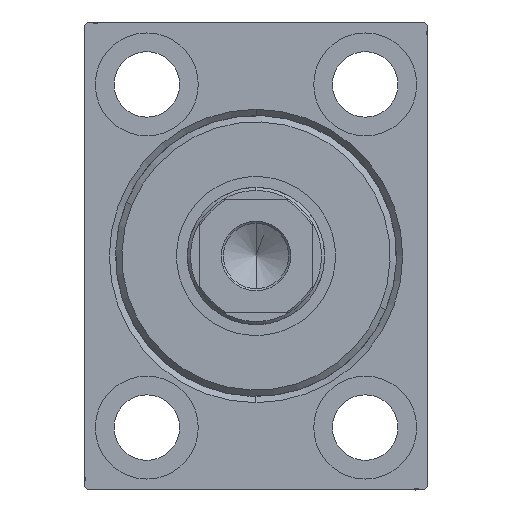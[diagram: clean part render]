
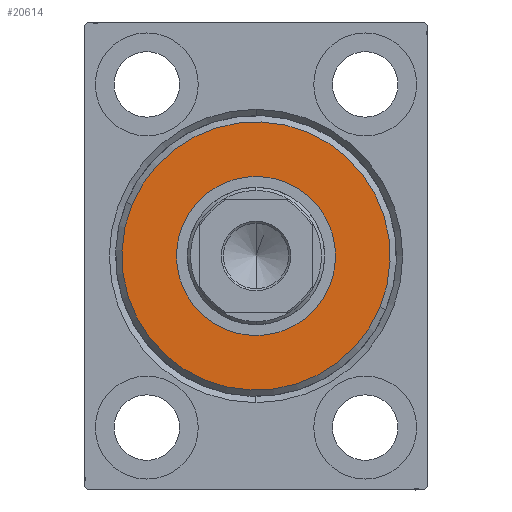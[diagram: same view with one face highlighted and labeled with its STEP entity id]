
A CAD part, left-side view. The second image highlights one B-rep face of the part: STEP entity #20614.
In plain terms, the highlighted face is planar.
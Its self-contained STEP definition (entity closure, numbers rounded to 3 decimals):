
#989 = DIRECTION ( 'NONE',  ( 0., 0., -1. ) ) ;
#1428 = AXIS2_PLACEMENT_3D ( 'NONE', #29433, #42987, #36747 ) ;
#1868 = AXIS2_PLACEMENT_3D ( 'NONE', #9876, #23907, #23683 ) ;
#2288 = AXIS2_PLACEMENT_3D ( 'NONE', #16727, #30307, #43871 ) ;
#2853 = CIRCLE ( 'NONE', #1428, 12.75 ) ;
#3149 = CARTESIAN_POINT ( 'NONE',  ( 3., 0., 0. ) ) ;
#3763 = ORIENTED_EDGE ( 'NONE', *, *, #40966, .T. ) ;
#4294 = CARTESIAN_POINT ( 'NONE',  ( 3., 0., 0. ) ) ;
#5231 = EDGE_CURVE ( 'NONE', #34232, #25351, #2853, .T. ) ;
#6269 = FACE_OUTER_BOUND ( 'NONE', #8098, .T. ) ;
#7233 = CIRCLE ( 'NONE', #10094, 12.75 ) ;
#8098 = EDGE_LOOP ( 'NONE', ( #12344, #3763 ) ) ;
#9876 = CARTESIAN_POINT ( 'NONE',  ( 3., 0., 0. ) ) ;
#10047 = DIRECTION ( 'NONE',  ( 1., 0., 0. ) ) ;
#10094 = AXIS2_PLACEMENT_3D ( 'NONE', #4294, #17664, #989 ) ;
#10095 = ORIENTED_EDGE ( 'NONE', *, *, #11174, .T. ) ;
#11174 = EDGE_CURVE ( 'NONE', #25351, #34232, #7233, .T. ) ;
#12344 = ORIENTED_EDGE ( 'NONE', *, *, #30659, .T. ) ;
#14076 = ORIENTED_EDGE ( 'NONE', *, *, #5231, .T. ) ;
#16727 = CARTESIAN_POINT ( 'NONE',  ( 3., 0., 0. ) ) ;
#17664 = DIRECTION ( 'NONE',  ( -1., 0., 0. ) ) ;
#20614 = ADVANCED_FACE ( 'NONE', ( #6269, #33199 ), #33414, .T. ) ;
#21463 = CIRCLE ( 'NONE', #2288, 21.5 ) ;
#23683 = DIRECTION ( 'NONE',  ( 0., 0., -1. ) ) ;
#23907 = DIRECTION ( 'NONE',  ( 1., 0., 0. ) ) ;
#24609 = CIRCLE ( 'NONE', #1868, 21.5 ) ;
#25351 = VERTEX_POINT ( 'NONE', #30557 ) ;
#25894 = AXIS2_PLACEMENT_3D ( 'NONE', #3149, #10047, #26963 ) ;
#26963 = DIRECTION ( 'NONE',  ( 0., 0., -1. ) ) ;
#29433 = CARTESIAN_POINT ( 'NONE',  ( 3., 0., 0. ) ) ;
#30307 = DIRECTION ( 'NONE',  ( 1., 0., 0. ) ) ;
#30557 = CARTESIAN_POINT ( 'NONE',  ( 3., 0., 12.75 ) ) ;
#30659 = EDGE_CURVE ( 'NONE', #40816, #39828, #24609, .T. ) ;
#33199 = FACE_BOUND ( 'NONE', #39447, .T. ) ;
#33414 = PLANE ( 'NONE',  #25894 ) ;
#34232 = VERTEX_POINT ( 'NONE', #43089 ) ;
#36747 = DIRECTION ( 'NONE',  ( 0., 0., -1. ) ) ;
#38769 = CARTESIAN_POINT ( 'NONE',  ( 3., 0., 21.5 ) ) ;
#39447 = EDGE_LOOP ( 'NONE', ( #10095, #14076 ) ) ;
#39828 = VERTEX_POINT ( 'NONE', #42824 ) ;
#40816 = VERTEX_POINT ( 'NONE', #38769 ) ;
#40966 = EDGE_CURVE ( 'NONE', #39828, #40816, #21463, .T. ) ;
#42824 = CARTESIAN_POINT ( 'NONE',  ( 3., 0., -21.5 ) ) ;
#42987 = DIRECTION ( 'NONE',  ( -1., 0., 0. ) ) ;
#43089 = CARTESIAN_POINT ( 'NONE',  ( 3., 0., -12.75 ) ) ;
#43871 = DIRECTION ( 'NONE',  ( 0., 0., -1. ) ) ;
